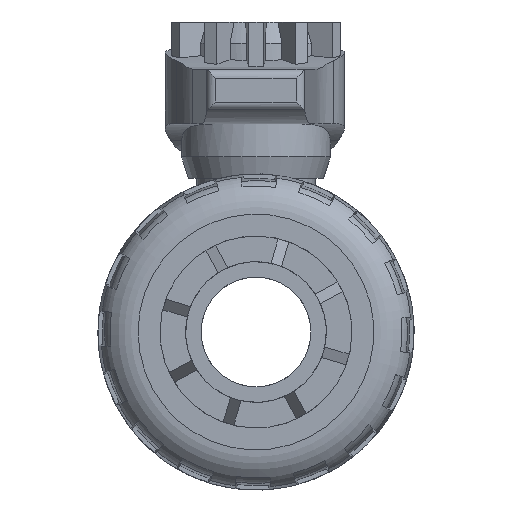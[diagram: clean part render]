
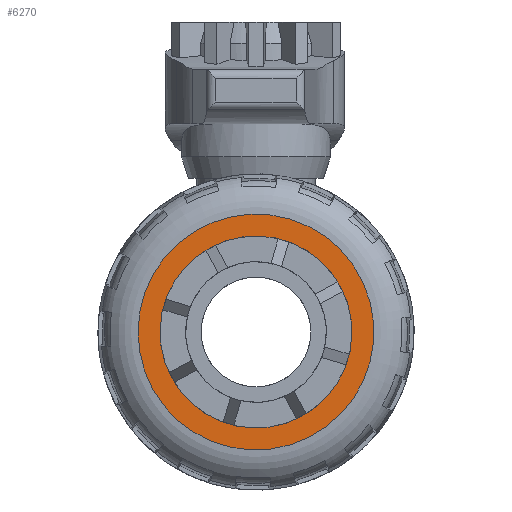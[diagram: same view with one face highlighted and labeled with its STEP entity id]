
A CAD part, left-side view. The second image highlights one B-rep face of the part: STEP entity #6270.
In plain terms, the highlighted face is planar.
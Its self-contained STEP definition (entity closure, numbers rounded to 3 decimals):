
#1183=PLANE($,#6886);
#1421=FACE_BOUND($,#1958,.T.);
#1586=FACE_OUTER_BOUND($,#1957,.T.);
#1957=EDGE_LOOP($,(#4906));
#1958=EDGE_LOOP($,(#4907));
#2328=CIRCLE($,#6775,26.85);
#2361=CIRCLE($,#6887,21.85);
#2724=VERTEX_POINT($,#10263);
#2789=VERTEX_POINT($,#10824);
#3453=EDGE_CURVE($,#2724,#2724,#2328,.T.);
#3582=EDGE_CURVE($,#2789,#2789,#2361,.T.);
#4906=ORIENTED_EDGE($,*,*,#3453,.T.);
#4907=ORIENTED_EDGE($,*,*,#3582,.T.);
#6270=ADVANCED_FACE($,(#1586,#1421),#1183,.T.);
#6775=AXIS2_PLACEMENT_3D($,#10264,#7877,#7878);
#6886=AXIS2_PLACEMENT_3D($,#10823,#8131,#8132);
#6887=AXIS2_PLACEMENT_3D($,#10825,#8133,#8134);
#7877=DIRECTION('center_axis',(0.,-1.,0.));
#7878=DIRECTION('ref_axis',(0.,0.,1.));
#8131=DIRECTION('center_axis',(0.,-1.,0.));
#8132=DIRECTION('ref_axis',(0.,0.,-1.));
#8133=DIRECTION('center_axis',(0.,1.,0.));
#8134=DIRECTION('ref_axis',(0.,0.,-1.));
#10263=CARTESIAN_POINT('',(0.,-19.73,-26.85));
#10264=CARTESIAN_POINT('Origin',(0.,-19.73,0.));
#10823=CARTESIAN_POINT('Origin',(-24.796,-19.73,0.));
#10824=CARTESIAN_POINT('',(-19.078,-19.73,10.652));
#10825=CARTESIAN_POINT('Origin',(0.,-19.73,0.));
